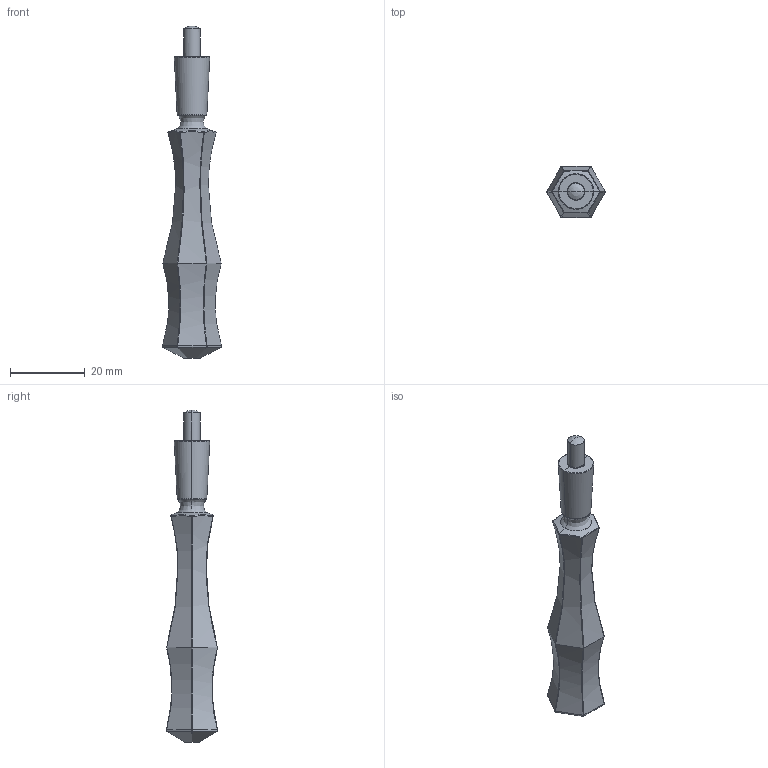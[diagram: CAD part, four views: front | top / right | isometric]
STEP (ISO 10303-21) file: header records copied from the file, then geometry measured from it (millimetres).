
FILE_DESCRIPTION(/* description */ (''),/* implementation_level */ '2;1');
FILE_NAME(/* name */ 'MANCHE~3',/* time_stamp */ '2018-01-10T18:13:13+01:00',/* author */ (''),/* organization */ (''),/* preprocessor_version */ 'ST-DEVELOPER v15',/* originating_system */ '',/* authorisation */ '');
FILE_SCHEMA (('AUTOMOTIVE_DESIGN'));
Length unit declared in the file: millimetre
Products named in the file (1): Document
Bounding box: 15.75 x 13.69 x 88.6 mm (x, y, z)
Surface area: 3012.9 mm2 (no closed solid volume)
Topology: 0 solids, 1 shells, 98 faces, 202 edges, 103 vertices
Faces by surface type: bspline 91, plane 7
Entity records: 4678 total; most frequent: CARTESIAN_POINT 3615, ORIENTED_EDGE 397, EDGE_CURVE 200, VERTEX_POINT 103, ADVANCED_FACE 98, FACE_OUTER_BOUND 98, EDGE_LOOP 98, B_SPLINE_CURVE_WITH_KNOTS 23
